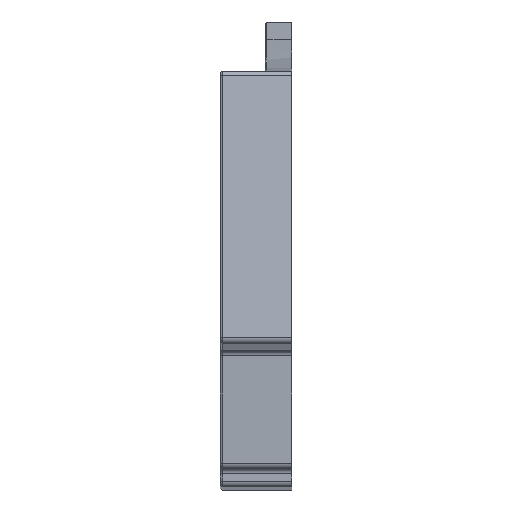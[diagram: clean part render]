
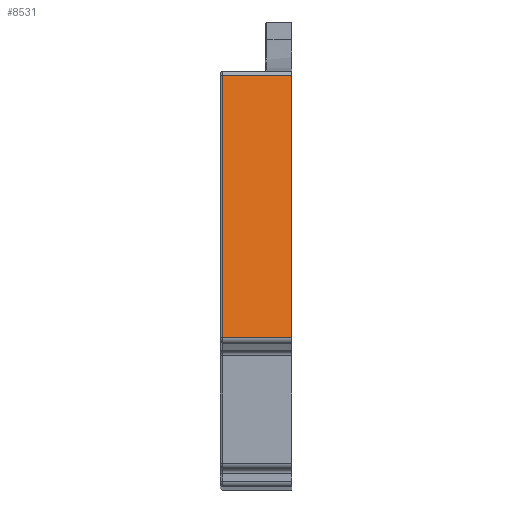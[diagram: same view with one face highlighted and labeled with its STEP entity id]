
A CAD part, left-side view. The second image highlights one B-rep face of the part: STEP entity #8531.
In plain terms, the highlighted planar face has unit normal (-0.985, 0, 0.174).
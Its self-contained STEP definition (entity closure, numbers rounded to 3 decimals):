
#597=LINE('',#13423,#1559);
#645=LINE('',#13807,#1607);
#646=LINE('',#13811,#1608);
#647=LINE('',#13812,#1609);
#1559=VECTOR('',#10351,10.);
#1607=VECTOR('',#10479,10.);
#1608=VECTOR('',#10484,10.);
#1609=VECTOR('',#10485,10.);
#2408=FACE_OUTER_BOUND('',#2917,.T.);
#2917=EDGE_LOOP('',(#6454,#6455,#6456,#6457));
#3895=VERTEX_POINT('',#13416);
#3897=VERTEX_POINT('',#13422);
#3937=VERTEX_POINT('',#13806);
#3938=VERTEX_POINT('',#13810);
#4809=EDGE_CURVE('',#3895,#3897,#597,.T.);
#4894=EDGE_CURVE('',#3897,#3937,#645,.T.);
#4896=EDGE_CURVE('',#3938,#3895,#646,.T.);
#4897=EDGE_CURVE('',#3938,#3937,#647,.T.);
#6454=ORIENTED_EDGE('',*,*,#4809,.F.);
#6455=ORIENTED_EDGE('',*,*,#4896,.F.);
#6456=ORIENTED_EDGE('',*,*,#4897,.T.);
#6457=ORIENTED_EDGE('',*,*,#4894,.F.);
#8124=PLANE('',#9142);
#8531=ADVANCED_FACE('',(#2408),#8124,.T.);
#9142=AXIS2_PLACEMENT_3D('',#13809,#10482,#10483);
#10351=DIRECTION('',(0.174,0.,0.985));
#10479=DIRECTION('',(0.,-1.,0.));
#10482=DIRECTION('center_axis',(-0.985,0.,0.174));
#10483=DIRECTION('ref_axis',(0.174,0.,0.985));
#10484=DIRECTION('',(0.,1.,0.));
#10485=DIRECTION('',(0.174,0.,0.985));
#13416=CARTESIAN_POINT('',(30.029,8.5,85.491));
#13422=CARTESIAN_POINT('',(39.211,8.5,137.561));
#13423=CARTESIAN_POINT('',(32.252,8.5,98.099));
#13806=CARTESIAN_POINT('',(39.211,-5.3,137.561));
#13807=CARTESIAN_POINT('',(39.211,0.,137.561));
#13809=CARTESIAN_POINT('Origin',(29.856,0.,84.507));
#13810=CARTESIAN_POINT('',(30.029,-5.3,85.491));
#13811=CARTESIAN_POINT('',(30.029,0.,85.491));
#13812=CARTESIAN_POINT('',(32.252,-5.3,98.099));
